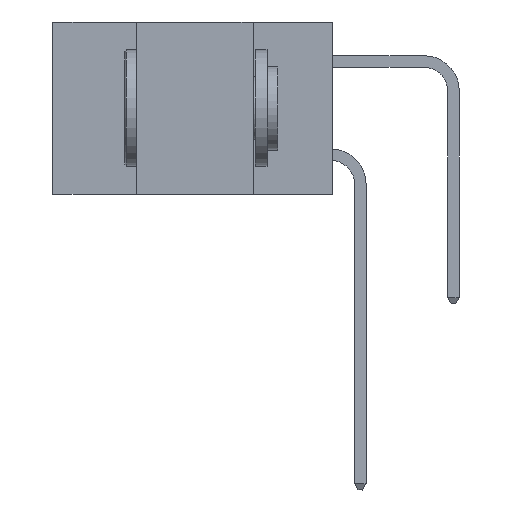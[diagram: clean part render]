
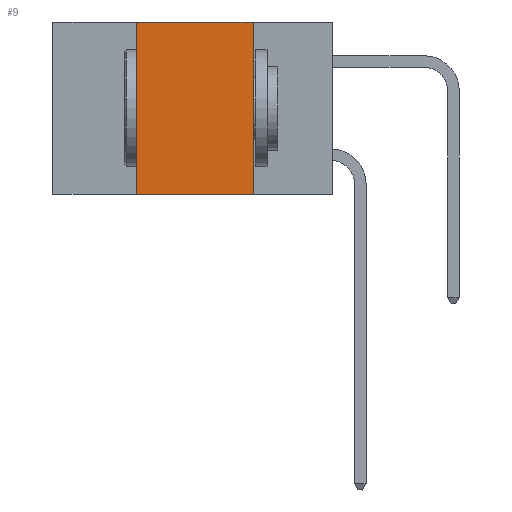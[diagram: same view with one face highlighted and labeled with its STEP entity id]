
A CAD part, left-side view. The second image highlights one B-rep face of the part: STEP entity #9.
In plain terms, the highlighted planar face has unit normal (-1, 0, 0).
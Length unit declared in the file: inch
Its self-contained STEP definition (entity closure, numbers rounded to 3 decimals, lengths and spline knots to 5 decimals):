
#9 = ADVANCED_FACE ( 'NONE', ( #8484 ), #2982, .F. ) ;
#109 = DIRECTION ( 'NONE',  ( 1., 0., 0. ) ) ;
#2733 = CARTESIAN_POINT ( 'NONE',  ( 0., 0.6, 0. ) ) ;
#2982 = PLANE ( 'NONE',  #31842 ) ;
#4190 = CARTESIAN_POINT ( 'NONE',  ( 0., 0.17, -0.37 ) ) ;
#6203 = DIRECTION ( 'NONE',  ( 0., 0., -1. ) ) ;
#6676 = VERTEX_POINT ( 'NONE', #26349 ) ;
#7223 = LINE ( 'NONE', #19432, #11455 ) ;
#7779 = DIRECTION ( 'NONE',  ( 0., 0., 1. ) ) ;
#8484 = FACE_OUTER_BOUND ( 'NONE', #20227, .T. ) ;
#11455 = VECTOR ( 'NONE', #31818, 39.37008 ) ;
#12526 = LINE ( 'NONE', #27144, #24922 ) ;
#13683 = LINE ( 'NONE', #22547, #14462 ) ;
#14462 = VECTOR ( 'NONE', #7779, 39.37008 ) ;
#14533 = LINE ( 'NONE', #19634, #20333 ) ;
#16469 = VERTEX_POINT ( 'NONE', #16771 ) ;
#16723 = VERTEX_POINT ( 'NONE', #22627 ) ;
#16771 = CARTESIAN_POINT ( 'NONE',  ( 0., 0.42, 0. ) ) ;
#17183 = DIRECTION ( 'NONE',  ( 0., -1., 0. ) ) ;
#17244 = DIRECTION ( 'NONE',  ( 0., 0., -1. ) ) ;
#17975 = ORIENTED_EDGE ( 'NONE', *, *, #31093, .T. ) ;
#18748 = ORIENTED_EDGE ( 'NONE', *, *, #21920, .F. ) ;
#18795 = ORIENTED_EDGE ( 'NONE', *, *, #29292, .F. ) ;
#19432 = CARTESIAN_POINT ( 'NONE',  ( 0., 0.6, 0. ) ) ;
#19634 = CARTESIAN_POINT ( 'NONE',  ( 0., 0.17, 0. ) ) ;
#20227 = EDGE_LOOP ( 'NONE', ( #18795, #18748, #31077, #17975 ) ) ;
#20333 = VECTOR ( 'NONE', #17244, 39.37008 ) ;
#21920 = EDGE_CURVE ( 'NONE', #16469, #6676, #7223, .T. ) ;
#22547 = CARTESIAN_POINT ( 'NONE',  ( 0., 0.42, 0. ) ) ;
#22627 = CARTESIAN_POINT ( 'NONE',  ( 0., 0.42, -0.37 ) ) ;
#22698 = EDGE_CURVE ( 'NONE', #16723, #16469, #13683, .T. ) ;
#24922 = VECTOR ( 'NONE', #17183, 39.37008 ) ;
#26349 = CARTESIAN_POINT ( 'NONE',  ( 0., 0.17, 0. ) ) ;
#27144 = CARTESIAN_POINT ( 'NONE',  ( 0., 0.6, -0.37 ) ) ;
#28364 = VERTEX_POINT ( 'NONE', #4190 ) ;
#29292 = EDGE_CURVE ( 'NONE', #6676, #28364, #14533, .T. ) ;
#31077 = ORIENTED_EDGE ( 'NONE', *, *, #22698, .F. ) ;
#31093 = EDGE_CURVE ( 'NONE', #16723, #28364, #12526, .T. ) ;
#31818 = DIRECTION ( 'NONE',  ( 0., -1., 0. ) ) ;
#31842 = AXIS2_PLACEMENT_3D ( 'NONE', #2733, #109, #6203 ) ;
